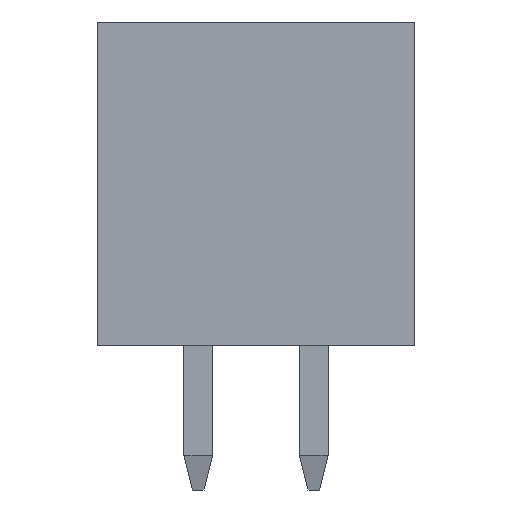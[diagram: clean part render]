
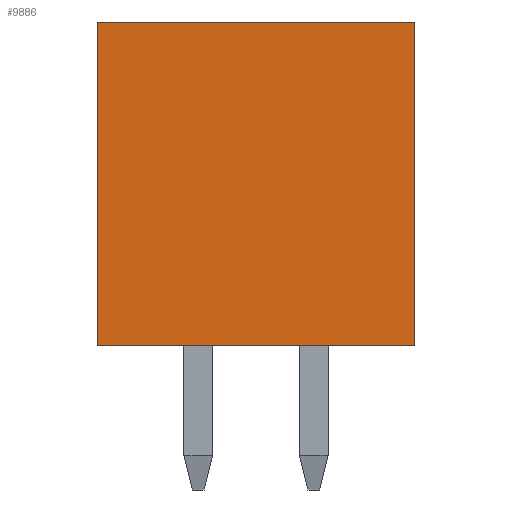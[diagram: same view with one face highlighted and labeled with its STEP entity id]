
A CAD part, front view. The second image highlights one B-rep face of the part: STEP entity #9886.
In plain terms, the highlighted face is planar.
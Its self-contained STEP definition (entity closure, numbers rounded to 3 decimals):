
#705=ORIENTED_EDGE('',*,*,#2432,.F.);
#706=ORIENTED_EDGE('',*,*,#2433,.F.);
#707=ORIENTED_EDGE('',*,*,#2434,.T.);
#708=ORIENTED_EDGE('',*,*,#2435,.T.);
#2432=EDGE_CURVE('',#3272,#3273,#4008,.T.);
#2433=EDGE_CURVE('',#3274,#3272,#4009,.T.);
#2434=EDGE_CURVE('',#3274,#3275,#4010,.T.);
#2435=EDGE_CURVE('',#3275,#3273,#4011,.T.);
#3272=VERTEX_POINT('',#13297);
#3273=VERTEX_POINT('',#13298);
#3274=VERTEX_POINT('',#13300);
#3275=VERTEX_POINT('',#13302);
#4008=LINE('',#13296,#4988);
#4009=LINE('',#13299,#4989);
#4010=LINE('',#13301,#4990);
#4011=LINE('',#13303,#4991);
#4988=VECTOR('',#11332,1000.);
#4989=VECTOR('',#11333,1000.);
#4990=VECTOR('',#11334,1000.);
#4991=VECTOR('',#11335,1000.);
#5690=EDGE_LOOP('',(#705,#706,#707,#708));
#6134=FACE_BOUND('',#5690,.T.);
#6564=PLANE('',#10308);
#9886=ADVANCED_FACE('',(#6134),#6564,.T.);
#10308=AXIS2_PLACEMENT_3D('',#13295,#11330,#11331);
#11330=DIRECTION('',(1.,0.,0.));
#11331=DIRECTION('',(0.,0.,-1.));
#11332=DIRECTION('',(0.,0.,-1.));
#11333=DIRECTION('',(0.,1.,0.));
#11334=DIRECTION('',(0.,0.,-1.));
#11335=DIRECTION('',(0.,1.,0.));
#13295=CARTESIAN_POINT('',(10.6,-2.75,2.8));
#13296=CARTESIAN_POINT('',(10.6,2.75,2.8));
#13297=CARTESIAN_POINT('',(10.6,2.75,2.8));
#13298=CARTESIAN_POINT('',(10.6,2.75,-2.8));
#13299=CARTESIAN_POINT('',(10.6,-2.75,2.8));
#13300=CARTESIAN_POINT('',(10.6,-2.75,2.8));
#13301=CARTESIAN_POINT('',(10.6,-2.75,2.8));
#13302=CARTESIAN_POINT('',(10.6,-2.75,-2.8));
#13303=CARTESIAN_POINT('',(10.6,-2.75,-2.8));
